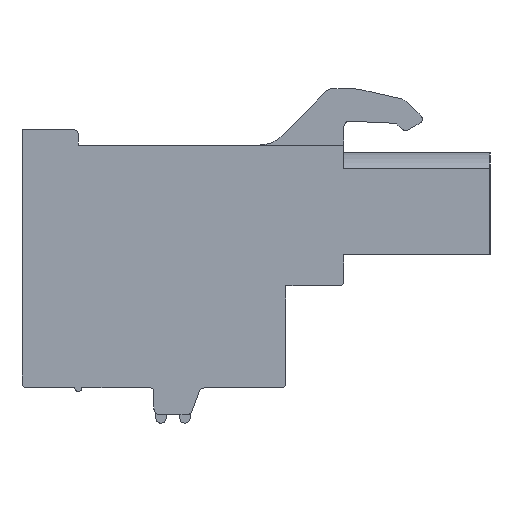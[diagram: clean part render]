
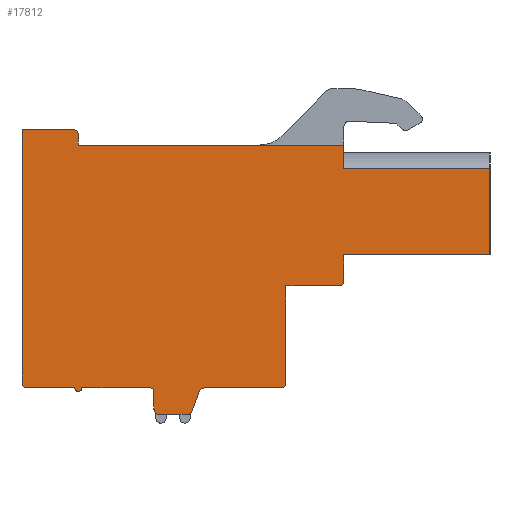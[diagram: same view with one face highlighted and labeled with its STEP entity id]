
A CAD part, left-side view. The second image highlights one B-rep face of the part: STEP entity #17812.
In plain terms, the highlighted planar face has unit normal (-1, 0, 0).
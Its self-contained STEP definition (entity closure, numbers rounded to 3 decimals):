
#1=CARTESIAN_POINT('',(0.,-5.36,-0.74));
#2=DIRECTION('',(-1.,0.,0.));
#3=DIRECTION('',(0.,0.,-1.));
#4=AXIS2_PLACEMENT_3D('',#1,#2,#3);
#6=CARTESIAN_POINT('',(0.,-2.06,-6.54));
#7=DIRECTION('',(1.,0.,0.));
#8=DIRECTION('',(0.,-1.,0.));
#9=AXIS2_PLACEMENT_3D('',#6,#7,#8);
#11=DIRECTION('',(0.,1.,0.));
#12=VECTOR('',#11,4.34);
#13=CARTESIAN_POINT('',(0.,-2.06,-6.84));
#14=LINE('',#13,#12);
#15=CARTESIAN_POINT('',(0.,2.28,-7.14));
#16=DIRECTION('',(-1.,0.,0.));
#17=DIRECTION('',(0.,0.,1.));
#18=AXIS2_PLACEMENT_3D('',#15,#16,#17);
#20=DIRECTION('',(0.,0.345,-0.939));
#21=VECTOR('',#20,1.179);
#22=CARTESIAN_POINT('',(0.,2.562,-7.037));
#23=LINE('',#22,#21);
#24=CARTESIAN_POINT('',(0.,3.25,-8.04));
#25=DIRECTION('',(1.,0.,0.));
#26=DIRECTION('',(0.,-0.939,-0.345));
#27=AXIS2_PLACEMENT_3D('',#24,#25,#26);
#29=DIRECTION('',(0.,1.,0.));
#30=VECTOR('',#29,1.59);
#31=CARTESIAN_POINT('',(0.,3.25,-8.34));
#32=LINE('',#31,#30);
#33=CARTESIAN_POINT('',(0.,4.84,-8.04));
#34=DIRECTION('',(1.,0.,0.));
#35=DIRECTION('',(0.,0.,-1.));
#36=AXIS2_PLACEMENT_3D('',#33,#34,#35);
#38=DIRECTION('',(0.,0.,1.));
#39=VECTOR('',#38,1.);
#40=CARTESIAN_POINT('',(0.,5.14,-8.04));
#41=LINE('',#40,#39);
#42=CARTESIAN_POINT('',(0.,5.34,-7.04));
#43=DIRECTION('',(-1.,0.,0.));
#44=DIRECTION('',(0.,-1.,0.));
#45=AXIS2_PLACEMENT_3D('',#42,#43,#44);
#47=DIRECTION('',(0.,1.,0.));
#48=VECTOR('',#47,3.9);
#49=CARTESIAN_POINT('',(0.,5.34,-6.84));
#50=LINE('',#49,#48);
#51=CARTESIAN_POINT('',(0.,9.44,-6.84));
#52=DIRECTION('',(1.,0.,0.));
#53=DIRECTION('',(0.,-1.,0.));
#54=AXIS2_PLACEMENT_3D('',#51,#52,#53);
#56=DIRECTION('',(0.,1.,0.));
#57=VECTOR('',#56,2.7);
#58=CARTESIAN_POINT('',(0.,9.64,-6.84));
#59=LINE('',#58,#57);
#60=CARTESIAN_POINT('',(0.,12.34,-6.54));
#61=DIRECTION('',(1.,0.,0.));
#62=DIRECTION('',(0.,0.,-1.));
#63=AXIS2_PLACEMENT_3D('',#60,#61,#62);
#65=DIRECTION('',(0.,0.,1.));
#66=VECTOR('',#65,0.5);
#67=CARTESIAN_POINT('',(0.,12.64,-6.54));
#68=LINE('',#67,#66);
#69=DIRECTION('',(0.,0.,1.));
#70=VECTOR('',#69,13.9);
#71=CARTESIAN_POINT('',(0.,12.64,-6.04));
#72=LINE('',#71,#70);
#73=DIRECTION('',(0.,-1.,0.));
#74=VECTOR('',#73,2.9);
#75=CARTESIAN_POINT('',(0.,12.64,7.86));
#76=LINE('',#75,#74);
#77=CARTESIAN_POINT('',(0.,9.74,7.56));
#78=DIRECTION('',(1.,0.,0.));
#79=DIRECTION('',(0.,0.,1.));
#80=AXIS2_PLACEMENT_3D('',#77,#78,#79);
#82=DIRECTION('',(0.,0.,-1.));
#83=VECTOR('',#82,0.6);
#84=CARTESIAN_POINT('',(0.,9.44,7.56));
#85=LINE('',#84,#83);
#86=DIRECTION('',(0.,-1.,0.));
#87=VECTOR('',#86,15.1);
#88=CARTESIAN_POINT('',(0.,9.44,6.96));
#89=LINE('',#88,#87);
#90=DIRECTION('',(0.,1.,0.));
#91=VECTOR('',#90,8.3);
#92=CARTESIAN_POINT('',(0.,-13.96,5.635));
#93=LINE('',#92,#91);
#94=DIRECTION('',(0.,1.,0.));
#95=VECTOR('',#94,8.3);
#96=CARTESIAN_POINT('',(0.,-13.96,0.73));
#97=LINE('',#96,#95);
#98=DIRECTION('',(0.,0.,-1.));
#99=VECTOR('',#98,1.47);
#100=CARTESIAN_POINT('',(0.,-5.66,0.73));
#101=LINE('',#100,#99);
#1446=DIRECTION('',(0.,0.,1.));
#1447=VECTOR('',#1446,4.905);
#1448=CARTESIAN_POINT('',(0.,-13.96,0.73));
#1449=LINE('',#1448,#1447);
#2334=DIRECTION('',(0.,0.,1.));
#2335=VECTOR('',#2334,1.325);
#2336=CARTESIAN_POINT('',(0.,-5.66,5.635));
#2337=LINE('',#2336,#2335);
#7083=DIRECTION('',(0.,0.,1.));
#7084=VECTOR('',#7083,5.5);
#7085=CARTESIAN_POINT('',(0.,-2.36,-6.54));
#7086=LINE('',#7085,#7084);
#7091=DIRECTION('',(0.,-1.,0.));
#7092=VECTOR('',#7091,3.);
#7093=CARTESIAN_POINT('',(0.,-2.36,-1.04));
#7094=LINE('',#7093,#7092);
#13515=CARTESIAN_POINT('',(0.,12.34,-6.84));
#13516=CARTESIAN_POINT('',(0.,12.64,-6.54));
#13517=VERTEX_POINT('',#13515);
#13518=VERTEX_POINT('',#13516);
#13519=CARTESIAN_POINT('',(0.,12.64,-6.04));
#13520=VERTEX_POINT('',#13519);
#13521=CARTESIAN_POINT('',(0.,12.64,7.86));
#13522=VERTEX_POINT('',#13521);
#13523=CARTESIAN_POINT('',(0.,9.74,7.86));
#13524=VERTEX_POINT('',#13523);
#13525=CARTESIAN_POINT('',(0.,9.44,7.56));
#13526=VERTEX_POINT('',#13525);
#13527=CARTESIAN_POINT('',(0.,9.44,6.96));
#13528=VERTEX_POINT('',#13527);
#13529=CARTESIAN_POINT('',(0.,-5.66,6.96));
#13530=VERTEX_POINT('',#13529);
#13531=CARTESIAN_POINT('',(0.,-13.96,0.73));
#13532=CARTESIAN_POINT('',(0.,-5.66,0.73));
#13533=VERTEX_POINT('',#13531);
#13534=VERTEX_POINT('',#13532);
#13535=CARTESIAN_POINT('',(0.,-2.36,-6.54));
#13536=CARTESIAN_POINT('',(0.,-2.06,-6.84));
#13537=VERTEX_POINT('',#13535);
#13538=VERTEX_POINT('',#13536);
#13539=CARTESIAN_POINT('',(0.,2.28,-6.84));
#13540=VERTEX_POINT('',#13539);
#13541=CARTESIAN_POINT('',(0.,2.562,-7.037));
#13542=VERTEX_POINT('',#13541);
#13543=CARTESIAN_POINT('',(0.,2.968,-8.143));
#13544=VERTEX_POINT('',#13543);
#13545=CARTESIAN_POINT('',(0.,3.25,-8.34));
#13546=VERTEX_POINT('',#13545);
#13547=CARTESIAN_POINT('',(0.,4.84,-8.34));
#13548=VERTEX_POINT('',#13547);
#13549=CARTESIAN_POINT('',(0.,5.14,-8.04));
#13550=VERTEX_POINT('',#13549);
#13551=CARTESIAN_POINT('',(0.,5.14,-7.04));
#13552=VERTEX_POINT('',#13551);
#13553=CARTESIAN_POINT('',(0.,5.34,-6.84));
#13554=VERTEX_POINT('',#13553);
#13555=CARTESIAN_POINT('',(0.,9.24,-6.84));
#13556=VERTEX_POINT('',#13555);
#13557=CARTESIAN_POINT('',(0.,9.64,-6.84));
#13558=VERTEX_POINT('',#13557);
#13851=CARTESIAN_POINT('',(0.,-13.96,5.635));
#13852=CARTESIAN_POINT('',(0.,-5.66,5.635));
#13853=VERTEX_POINT('',#13851);
#13854=VERTEX_POINT('',#13852);
#17603=CARTESIAN_POINT('',(0.,-5.36,-1.04));
#17604=CARTESIAN_POINT('',(0.,-5.66,-0.74));
#17605=VERTEX_POINT('',#17603);
#17606=VERTEX_POINT('',#17604);
#17607=CARTESIAN_POINT('',(0.,-2.36,-1.04));
#17608=VERTEX_POINT('',#17607);
#17751=CARTESIAN_POINT('',(0.,0.,0.));
#17752=DIRECTION('',(1.,0.,0.));
#17753=DIRECTION('',(0.,-1.,0.));
#17754=AXIS2_PLACEMENT_3D('',#17751,#17752,#17753);
#17755=PLANE('',#17754);
#17757=ORIENTED_EDGE('',*,*,#17756,.F.);
#17759=ORIENTED_EDGE('',*,*,#17758,.F.);
#17761=ORIENTED_EDGE('',*,*,#17760,.F.);
#17763=ORIENTED_EDGE('',*,*,#17762,.T.);
#17765=ORIENTED_EDGE('',*,*,#17764,.T.);
#17767=ORIENTED_EDGE('',*,*,#17766,.T.);
#17769=ORIENTED_EDGE('',*,*,#17768,.T.);
#17771=ORIENTED_EDGE('',*,*,#17770,.T.);
#17773=ORIENTED_EDGE('',*,*,#17772,.T.);
#17775=ORIENTED_EDGE('',*,*,#17774,.T.);
#17777=ORIENTED_EDGE('',*,*,#17776,.T.);
#17779=ORIENTED_EDGE('',*,*,#17778,.T.);
#17781=ORIENTED_EDGE('',*,*,#17780,.T.);
#17783=ORIENTED_EDGE('',*,*,#17782,.T.);
#17785=ORIENTED_EDGE('',*,*,#17784,.T.);
#17787=ORIENTED_EDGE('',*,*,#17786,.T.);
#17789=ORIENTED_EDGE('',*,*,#17788,.T.);
#17791=ORIENTED_EDGE('',*,*,#17790,.T.);
#17793=ORIENTED_EDGE('',*,*,#17792,.T.);
#17795=ORIENTED_EDGE('',*,*,#17794,.T.);
#17797=ORIENTED_EDGE('',*,*,#17796,.T.);
#17799=ORIENTED_EDGE('',*,*,#17798,.T.);
#17801=ORIENTED_EDGE('',*,*,#17800,.F.);
#17803=ORIENTED_EDGE('',*,*,#17802,.F.);
#17805=ORIENTED_EDGE('',*,*,#17804,.F.);
#17807=ORIENTED_EDGE('',*,*,#17806,.T.);
#17809=ORIENTED_EDGE('',*,*,#17808,.T.);
#17810=EDGE_LOOP('',(#17757,#17759,#17761,#17763,#17765,#17767,#17769,#17771,
#17773,#17775,#17777,#17779,#17781,#17783,#17785,#17787,#17789,#17791,#17793,
#17795,#17797,#17799,#17801,#17803,#17805,#17807,#17809));
#17811=FACE_OUTER_BOUND('',#17810,.F.);
#17812=ADVANCED_FACE('',(#17811),#17755,.F.);
#5=CIRCLE('',#4,0.3);
#10=CIRCLE('',#9,0.3);
#19=CIRCLE('',#18,0.3);
#28=CIRCLE('',#27,0.3);
#37=CIRCLE('',#36,0.3);
#46=CIRCLE('',#45,0.2);
#55=CIRCLE('',#54,0.2);
#64=CIRCLE('',#63,0.3);
#81=CIRCLE('',#80,0.3);
#17756=EDGE_CURVE('',#17605,#17606,#5,.T.);
#17758=EDGE_CURVE('',#17608,#17605,#7094,.T.);
#17760=EDGE_CURVE('',#13537,#17608,#7086,.T.);
#17762=EDGE_CURVE('',#13537,#13538,#10,.T.);
#17764=EDGE_CURVE('',#13538,#13540,#14,.T.);
#17766=EDGE_CURVE('',#13540,#13542,#19,.T.);
#17768=EDGE_CURVE('',#13542,#13544,#23,.T.);
#17770=EDGE_CURVE('',#13544,#13546,#28,.T.);
#17772=EDGE_CURVE('',#13546,#13548,#32,.T.);
#17774=EDGE_CURVE('',#13548,#13550,#37,.T.);
#17776=EDGE_CURVE('',#13550,#13552,#41,.T.);
#17778=EDGE_CURVE('',#13552,#13554,#46,.T.);
#17780=EDGE_CURVE('',#13554,#13556,#50,.T.);
#17782=EDGE_CURVE('',#13556,#13558,#55,.T.);
#17784=EDGE_CURVE('',#13558,#13517,#59,.T.);
#17786=EDGE_CURVE('',#13517,#13518,#64,.T.);
#17788=EDGE_CURVE('',#13518,#13520,#68,.T.);
#17790=EDGE_CURVE('',#13520,#13522,#72,.T.);
#17792=EDGE_CURVE('',#13522,#13524,#76,.T.);
#17794=EDGE_CURVE('',#13524,#13526,#81,.T.);
#17796=EDGE_CURVE('',#13526,#13528,#85,.T.);
#17798=EDGE_CURVE('',#13528,#13530,#89,.T.);
#17800=EDGE_CURVE('',#13854,#13530,#2337,.T.);
#17802=EDGE_CURVE('',#13853,#13854,#93,.T.);
#17804=EDGE_CURVE('',#13533,#13853,#1449,.T.);
#17806=EDGE_CURVE('',#13533,#13534,#97,.T.);
#17808=EDGE_CURVE('',#13534,#17606,#101,.T.);
